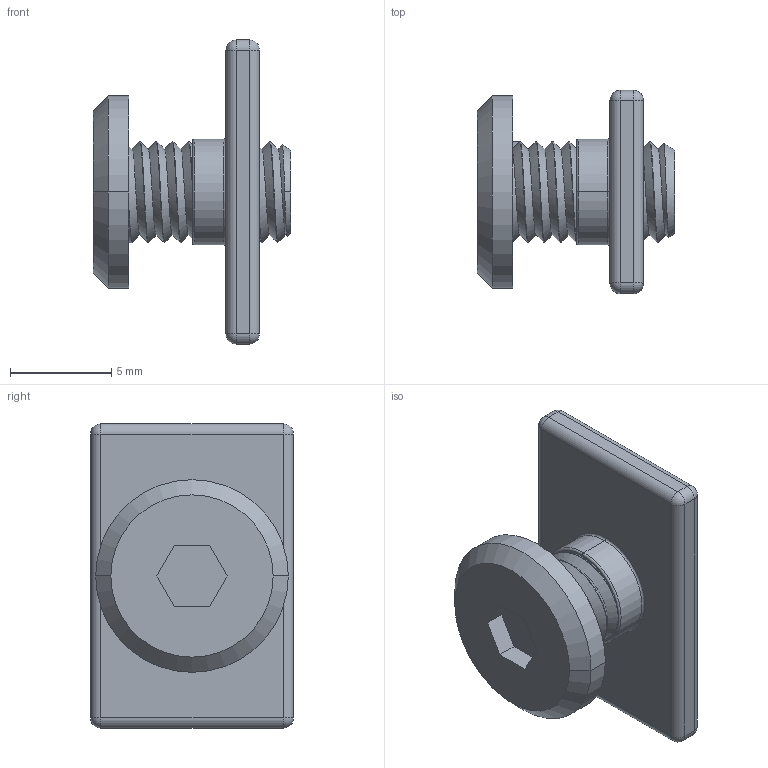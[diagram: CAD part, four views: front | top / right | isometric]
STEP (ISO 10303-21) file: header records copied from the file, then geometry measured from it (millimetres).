
FILE_DESCRIPTION (( 'STEP AP214' ), '1' );
FILE_NAME ('5mm x 8mm Bolt with Tee Nut.step', '2015-01-21T14:50:44', ( 'Mark' ), ( '' ), 'SwSTEP 2.0', 'SolidWorks 2013', '' );
FILE_SCHEMA (( 'AUTOMOTIVE_DESIGN' ));
Length unit declared in the file: inch
Products named in the file (3): Tee nut; 5mm x 8mm Low Profile Socket Head Screw_5mm x 8mm Low Profile; 5mm x 8mm Bolt with Tee Nut
Assembly tree (2 placements, depth 2):
  5mm x 8mm Bolt with Tee Nut
    5mm x 8mm Low Profile Socket Head Screw_5mm x 8mm Low Profile
    Tee nut
Bounding box: 9.75 x 10 x 15 mm (x, y, z)
Volume: 459.5 mm3; surface area: 746.3 mm2
Topology: 2 solids, 2 shells, 76 faces, 180 edges, 103 vertices
Faces by surface type: cylinder 37, plane 18, sphere 8, torus 6, cone 4, bspline 3
Entity records: 5601 total; most frequent: CARTESIAN_POINT 3875, ORIENTED_EDGE 344, DIRECTION 340, EDGE_CURVE 172, AXIS2_PLACEMENT_3D 133, VERTEX_POINT 103, EDGE_LOOP 81, FACE_OUTER_BOUND 76
